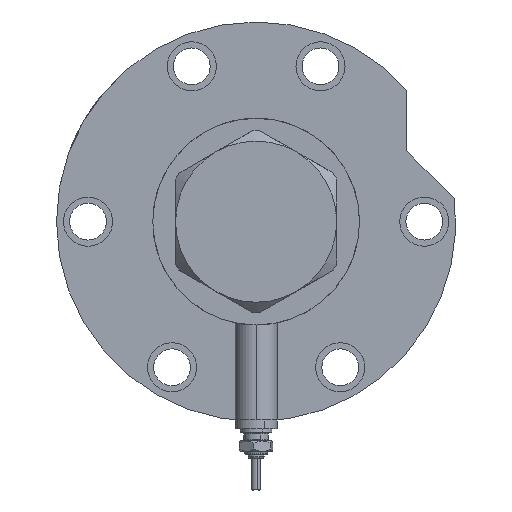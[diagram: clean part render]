
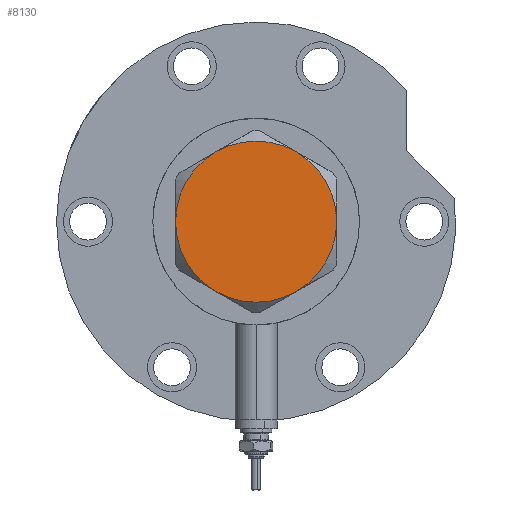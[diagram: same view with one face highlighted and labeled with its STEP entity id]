
A CAD part, left-side view. The second image highlights one B-rep face of the part: STEP entity #8130.
In plain terms, the highlighted face is planar.
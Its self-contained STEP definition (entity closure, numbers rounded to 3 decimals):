
#181 = ORIENTED_EDGE ( 'NONE', *, *, #4338, .T. ) ;
#337 = DIRECTION ( 'NONE',  ( 1., 0., 0. ) ) ;
#756 = DIRECTION ( 'NONE',  ( 1., 0., 0. ) ) ;
#920 = CARTESIAN_POINT ( 'NONE',  ( 0., 0., 13. ) ) ;
#981 = DIRECTION ( 'NONE',  ( 1., 0., 0. ) ) ;
#1054 = DIRECTION ( 'NONE',  ( 1., 0., 0. ) ) ;
#1059 = DIRECTION ( 'NONE',  ( 0., 0., 1. ) ) ;
#1132 = CARTESIAN_POINT ( 'NONE',  ( -11.5, -19.919, 13. ) ) ;
#1148 = CARTESIAN_POINT ( 'NONE',  ( 23., 0., 13. ) ) ;
#1335 = FACE_OUTER_BOUND ( 'NONE', #7366, .T. ) ;
#1516 = CIRCLE ( 'NONE', #2188, 23. ) ;
#1583 = CARTESIAN_POINT ( 'NONE',  ( 11.5, -19.919, 13. ) ) ;
#1729 = VERTEX_POINT ( 'NONE', #1132 ) ;
#1735 = CIRCLE ( 'NONE', #7749, 23. ) ;
#1882 = CARTESIAN_POINT ( 'NONE',  ( 11.5, 19.919, 13. ) ) ;
#2048 = CIRCLE ( 'NONE', #7116, 23. ) ;
#2188 = AXIS2_PLACEMENT_3D ( 'NONE', #6182, #8055, #981 ) ;
#2276 = VERTEX_POINT ( 'NONE', #1583 ) ;
#2316 = CIRCLE ( 'NONE', #3365, 23. ) ;
#2357 = ORIENTED_EDGE ( 'NONE', *, *, #4417, .T. ) ;
#2622 = VERTEX_POINT ( 'NONE', #1882 ) ;
#3083 = CARTESIAN_POINT ( 'NONE',  ( -23., 0., 13. ) ) ;
#3176 = DIRECTION ( 'NONE',  ( 1., 0., 0. ) ) ;
#3287 = VERTEX_POINT ( 'NONE', #1148 ) ;
#3333 = VERTEX_POINT ( 'NONE', #3083 ) ;
#3354 = ORIENTED_EDGE ( 'NONE', *, *, #7576, .T. ) ;
#3365 = AXIS2_PLACEMENT_3D ( 'NONE', #920, #5386, #756 ) ;
#3488 = CIRCLE ( 'NONE', #4946, 23. ) ;
#3496 = CIRCLE ( 'NONE', #5760, 23. ) ;
#3634 = DIRECTION ( 'NONE',  ( 1., 0., 0. ) ) ;
#3847 = EDGE_CURVE ( 'NONE', #2276, #3287, #2048, .T. ) ;
#4294 = DIRECTION ( 'NONE',  ( 0., 0., 1. ) ) ;
#4338 = EDGE_CURVE ( 'NONE', #1729, #2276, #3488, .T. ) ;
#4417 = EDGE_CURVE ( 'NONE', #3287, #2622, #1516, .T. ) ;
#4491 = PLANE ( 'NONE',  #7342 ) ;
#4615 = EDGE_CURVE ( 'NONE', #2622, #5055, #2316, .T. ) ;
#4857 = EDGE_CURVE ( 'NONE', #5055, #3333, #3496, .T. ) ;
#4946 = AXIS2_PLACEMENT_3D ( 'NONE', #5597, #8185, #1054 ) ;
#5055 = VERTEX_POINT ( 'NONE', #8277 ) ;
#5163 = DIRECTION ( 'NONE',  ( 0., 0., 1. ) ) ;
#5386 = DIRECTION ( 'NONE',  ( 0., 0., 1. ) ) ;
#5597 = CARTESIAN_POINT ( 'NONE',  ( 0., 0., 13. ) ) ;
#5704 = CARTESIAN_POINT ( 'NONE',  ( 0., 0., 13. ) ) ;
#5760 = AXIS2_PLACEMENT_3D ( 'NONE', #7513, #4294, #3176 ) ;
#6182 = CARTESIAN_POINT ( 'NONE',  ( 0., 0., 13. ) ) ;
#6192 = ORIENTED_EDGE ( 'NONE', *, *, #3847, .T. ) ;
#7014 = ORIENTED_EDGE ( 'NONE', *, *, #4857, .T. ) ;
#7116 = AXIS2_PLACEMENT_3D ( 'NONE', #7447, #1059, #337 ) ;
#7342 = AXIS2_PLACEMENT_3D ( 'NONE', #5704, #5163, #8249 ) ;
#7366 = EDGE_LOOP ( 'NONE', ( #6192, #2357, #7490, #7014, #3354, #181 ) ) ;
#7447 = CARTESIAN_POINT ( 'NONE',  ( 0., 0., 13. ) ) ;
#7490 = ORIENTED_EDGE ( 'NONE', *, *, #4615, .T. ) ;
#7513 = CARTESIAN_POINT ( 'NONE',  ( 0., 0., 13. ) ) ;
#7576 = EDGE_CURVE ( 'NONE', #3333, #1729, #1735, .T. ) ;
#7749 = AXIS2_PLACEMENT_3D ( 'NONE', #7974, #8010, #3634 ) ;
#7974 = CARTESIAN_POINT ( 'NONE',  ( 0., 0., 13. ) ) ;
#8010 = DIRECTION ( 'NONE',  ( 0., 0., 1. ) ) ;
#8055 = DIRECTION ( 'NONE',  ( 0., 0., 1. ) ) ;
#8130 = ADVANCED_FACE ( 'NONE', ( #1335 ), #4491, .T. ) ;
#8185 = DIRECTION ( 'NONE',  ( 0., 0., 1. ) ) ;
#8249 = DIRECTION ( 'NONE',  ( 1., 0., 0. ) ) ;
#8277 = CARTESIAN_POINT ( 'NONE',  ( -11.5, 19.919, 13. ) ) ;
